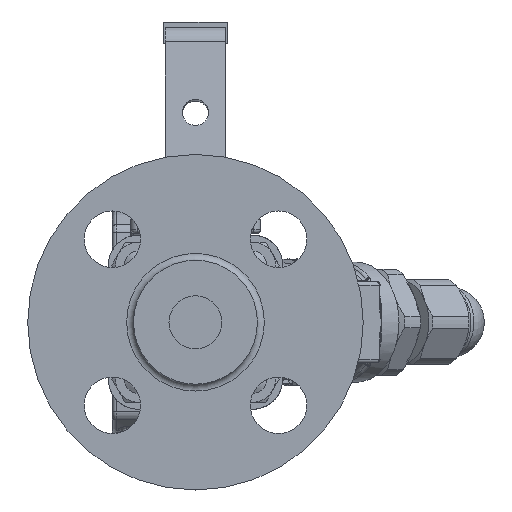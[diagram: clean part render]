
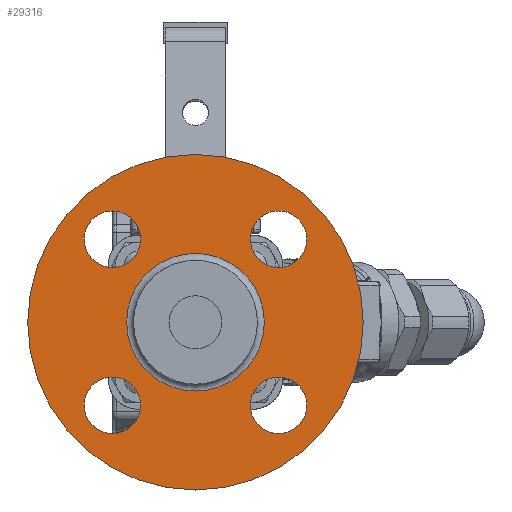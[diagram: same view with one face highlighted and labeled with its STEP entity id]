
A CAD part, left-side view. The second image highlights one B-rep face of the part: STEP entity #29316.
In plain terms, the highlighted planar face has unit normal (-1, 0, 0).
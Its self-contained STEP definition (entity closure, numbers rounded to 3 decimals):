
#5457=FACE_BOUND('',#10015,.T.);
#5458=FACE_BOUND('',#10016,.T.);
#5459=FACE_BOUND('',#10017,.T.);
#5460=FACE_BOUND('',#10018,.T.);
#5461=FACE_BOUND('',#10019,.T.);
#6040=PLANE('',#32325);
#8122=FACE_OUTER_BOUND('',#10014,.T.);
#10014=EDGE_LOOP('',(#26011));
#10015=EDGE_LOOP('',(#26012));
#10016=EDGE_LOOP('',(#26013));
#10017=EDGE_LOOP('',(#26014));
#10018=EDGE_LOOP('',(#26015));
#10019=EDGE_LOOP('',(#26016));
#11536=CIRCLE('',#32322,19.486);
#11539=CIRCLE('',#32326,47.5);
#11540=CIRCLE('',#32327,8.);
#11541=CIRCLE('',#32328,8.);
#11542=CIRCLE('',#32329,8.);
#11543=CIRCLE('',#32330,8.);
#14075=VERTEX_POINT('',#60440);
#14077=VERTEX_POINT('',#60446);
#14078=VERTEX_POINT('',#60448);
#14079=VERTEX_POINT('',#60450);
#14080=VERTEX_POINT('',#60452);
#14081=VERTEX_POINT('',#60454);
#18130=EDGE_CURVE('',#14075,#14075,#11536,.T.);
#18133=EDGE_CURVE('',#14077,#14077,#11539,.T.);
#18134=EDGE_CURVE('',#14078,#14078,#11540,.T.);
#18135=EDGE_CURVE('',#14079,#14079,#11541,.T.);
#18136=EDGE_CURVE('',#14080,#14080,#11542,.T.);
#18137=EDGE_CURVE('',#14081,#14081,#11543,.T.);
#26011=ORIENTED_EDGE('',*,*,#18133,.F.);
#26012=ORIENTED_EDGE('',*,*,#18134,.T.);
#26013=ORIENTED_EDGE('',*,*,#18135,.T.);
#26014=ORIENTED_EDGE('',*,*,#18136,.T.);
#26015=ORIENTED_EDGE('',*,*,#18137,.T.);
#26016=ORIENTED_EDGE('',*,*,#18130,.F.);
#29316=ADVANCED_FACE('',(#8122,#5457,#5458,#5459,#5460,#5461),#6040,.F.);
#32322=AXIS2_PLACEMENT_3D('',#60441,#39290,#39291);
#32325=AXIS2_PLACEMENT_3D('',#60445,#39296,#39297);
#32326=AXIS2_PLACEMENT_3D('',#60447,#39298,#39299);
#32327=AXIS2_PLACEMENT_3D('',#60449,#39300,#39301);
#32328=AXIS2_PLACEMENT_3D('',#60451,#39302,#39303);
#32329=AXIS2_PLACEMENT_3D('',#60453,#39304,#39305);
#32330=AXIS2_PLACEMENT_3D('',#60455,#39306,#39307);
#39290=DIRECTION('center_axis',(-1.,0.,0.));
#39291=DIRECTION('ref_axis',(0.,0.,
1.));
#39296=DIRECTION('center_axis',(1.,0.,0.));
#39297=DIRECTION('ref_axis',(0.,0.,
-1.));
#39298=DIRECTION('center_axis',(1.,0.,0.));
#39299=DIRECTION('ref_axis',(0.,0.,
-1.));
#39300=DIRECTION('center_axis',(1.,0.,0.));
#39301=DIRECTION('ref_axis',(0.,0.,
1.));
#39302=DIRECTION('center_axis',(1.,0.,0.));
#39303=DIRECTION('ref_axis',(0.,-1.,0.));
#39304=DIRECTION('center_axis',(1.,0.,0.));
#39305=DIRECTION('ref_axis',(0.,0.,
-1.));
#39306=DIRECTION('center_axis',(1.,0.,0.));
#39307=DIRECTION('ref_axis',(0.,1.,0.));
#60440=CARTESIAN_POINT('',(-167.036,18.833,-21.004));
#60441=CARTESIAN_POINT('Origin',(-167.036,18.833,-1.517));
#60445=CARTESIAN_POINT('Origin',(-167.036,18.833,-1.517));
#60446=CARTESIAN_POINT('',(-167.036,18.833,45.983));
#60447=CARTESIAN_POINT('Origin',(-167.036,18.833,-1.517));
#60448=CARTESIAN_POINT('',(-167.036,42.344,13.994));
#60449=CARTESIAN_POINT('Origin',(-167.036,42.344,21.994));
#60450=CARTESIAN_POINT('',(-167.036,3.321,21.994));
#60451=CARTESIAN_POINT('Origin',(-167.036,-4.679,21.994));
#60452=CARTESIAN_POINT('',(-167.036,-4.679,-17.028));
#60453=CARTESIAN_POINT('Origin',(-167.036,-4.679,-25.028));
#60454=CARTESIAN_POINT('',(-167.036,34.344,-25.028));
#60455=CARTESIAN_POINT('Origin',(-167.036,42.344,-25.028));
